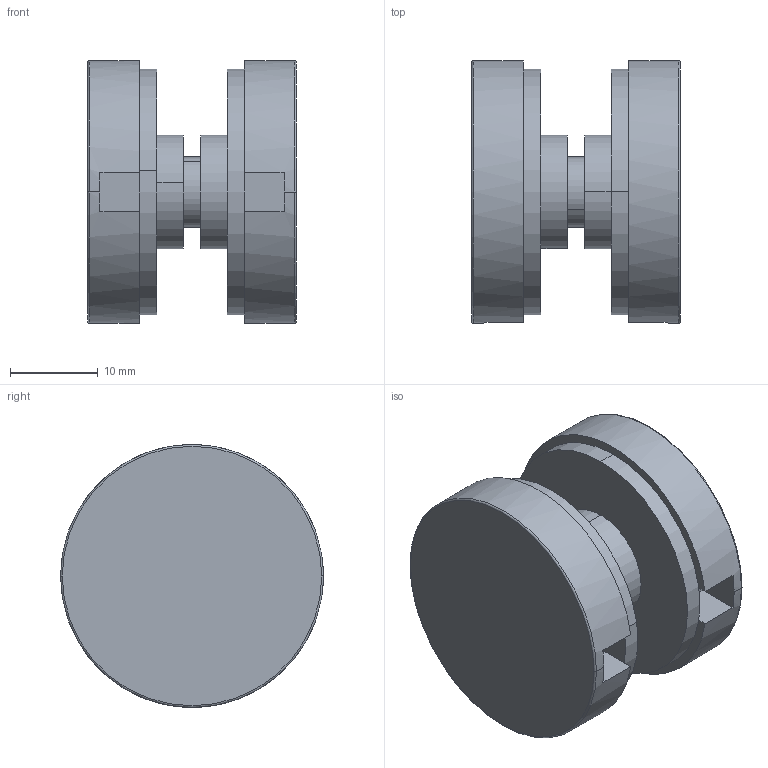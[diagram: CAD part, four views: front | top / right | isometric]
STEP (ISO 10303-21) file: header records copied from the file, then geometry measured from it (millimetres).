
FILE_DESCRIPTION (( 'STEP AP214' ), '1' );
FILE_NAME ('A_0746-SET.STEP', '2021-12-20T08:43:55', ( '' ), ( '' ), 'SwSTEP 2.0', 'SolidWorks 2019', '' );
FILE_SCHEMA (( 'AUTOMOTIVE_DESIGN' ));
Length unit declared in the file: millimetre
Products named in the file (4): Skrutka DIN 913_SKRUTKA M 8X16; A_0746-SET; A19_46; A_0746-FRONT
Assembly tree (5 placements, depth 2):
  A_0746-SET
    A19_46  x2
    A_0746-FRONT  x2
    Skrutka DIN 913_SKRUTKA M 8X16
Bounding box: 23.8 x 30 x 30 mm (x, y, z)
Volume: 11450.4 mm3; surface area: 8154.5 mm2
Topology: 5 solids, 5 shells, 67 faces, 144 edges, 90 vertices
Faces by surface type: plane 29, cylinder 26, cone 8, torus 4
Entity records: 1320 total; most frequent: DIRECTION 222, CARTESIAN_POINT 190, ORIENTED_EDGE 172, AXIS2_PLACEMENT_3D 87, EDGE_CURVE 86, VERTEX_POINT 55, LINE 48, VECTOR 48
